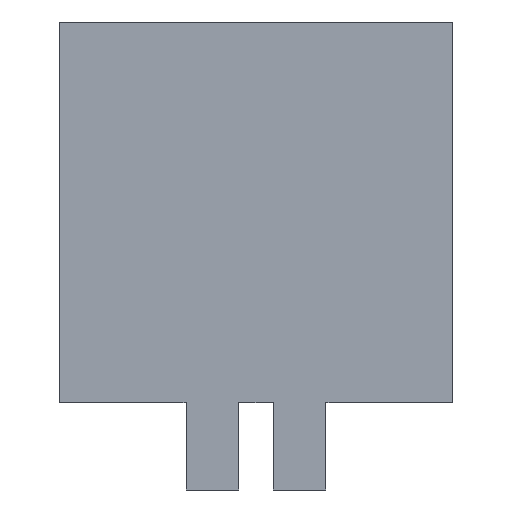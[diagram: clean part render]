
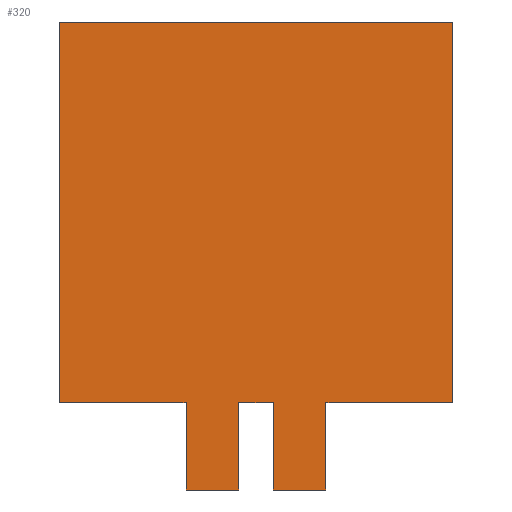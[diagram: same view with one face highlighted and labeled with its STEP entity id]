
A CAD part, front view. The second image highlights one B-rep face of the part: STEP entity #320.
In plain terms, the highlighted planar face has unit normal (0, -1, 0).
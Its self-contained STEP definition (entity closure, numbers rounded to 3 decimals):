
#3 = DIRECTION ( 'NONE',  ( -1., 0., 0. ) ) ;
#11 = EDGE_CURVE ( 'NONE', #438, #755, #780, .T. ) ;
#24 = CARTESIAN_POINT ( 'NONE',  ( -0.2, 0., -2.175 ) ) ;
#43 = FACE_OUTER_BOUND ( 'NONE', #729, .T. ) ;
#57 = PLANE ( 'NONE',  #338 ) ;
#71 = DIRECTION ( 'NONE',  ( 0., 0., 1. ) ) ;
#87 = DIRECTION ( 'NONE',  ( -1., 0., 0. ) ) ;
#99 = LINE ( 'NONE', #756, #955 ) ;
#104 = VERTEX_POINT ( 'NONE', #582 ) ;
#105 = DIRECTION ( 'NONE',  ( 0., 0., -1. ) ) ;
#106 = VERTEX_POINT ( 'NONE', #345 ) ;
#115 = ORIENTED_EDGE ( 'NONE', *, *, #11, .F. ) ;
#119 = CARTESIAN_POINT ( 'NONE',  ( 0.8, 0., -2.175 ) ) ;
#139 = ORIENTED_EDGE ( 'NONE', *, *, #916, .F. ) ;
#146 = CARTESIAN_POINT ( 'NONE',  ( -0.2, 0., -2.175 ) ) ;
#160 = CARTESIAN_POINT ( 'NONE',  ( 0.2, 0., -2.175 ) ) ;
#167 = CARTESIAN_POINT ( 'NONE',  ( -0.8, 0., -2.175 ) ) ;
#184 = VERTEX_POINT ( 'NONE', #949 ) ;
#185 = ORIENTED_EDGE ( 'NONE', *, *, #349, .F. ) ;
#196 = VECTOR ( 'NONE', #690, 1000. ) ;
#199 = LINE ( 'NONE', #508, #986 ) ;
#227 = VECTOR ( 'NONE', #606, 1000. ) ;
#233 = CARTESIAN_POINT ( 'NONE',  ( 2.25, 0., 2.175 ) ) ;
#235 = VECTOR ( 'NONE', #832, 1000. ) ;
#239 = CARTESIAN_POINT ( 'NONE',  ( -2.25, 0., -2.175 ) ) ;
#280 = CARTESIAN_POINT ( 'NONE',  ( 2.25, 0., -2.175 ) ) ;
#282 = CARTESIAN_POINT ( 'NONE',  ( 0.2, 0., -3.175 ) ) ;
#287 = CARTESIAN_POINT ( 'NONE',  ( -2.25, 0., 2.175 ) ) ;
#292 = CARTESIAN_POINT ( 'NONE',  ( 2.25, 0., 2.175 ) ) ;
#300 = CARTESIAN_POINT ( 'NONE',  ( -2.25, 0., -2.175 ) ) ;
#320 = ADVANCED_FACE ( 'NONE', ( #43 ), #57, .T. ) ;
#326 = ORIENTED_EDGE ( 'NONE', *, *, #579, .F. ) ;
#332 = ORIENTED_EDGE ( 'NONE', *, *, #869, .F. ) ;
#334 = ORIENTED_EDGE ( 'NONE', *, *, #503, .F. ) ;
#338 = AXIS2_PLACEMENT_3D ( 'NONE', #664, #428, #970 ) ;
#342 = EDGE_CURVE ( 'NONE', #638, #106, #435, .T. ) ;
#345 = CARTESIAN_POINT ( 'NONE',  ( 0.2, 0., -3.175 ) ) ;
#349 = EDGE_CURVE ( 'NONE', #870, #184, #199, .T. ) ;
#358 = VERTEX_POINT ( 'NONE', #360 ) ;
#360 = CARTESIAN_POINT ( 'NONE',  ( -0.8, 0., -2.175 ) ) ;
#371 = CARTESIAN_POINT ( 'NONE',  ( -0.2, 0., -3.175 ) ) ;
#376 = LINE ( 'NONE', #292, #227 ) ;
#390 = VERTEX_POINT ( 'NONE', #280 ) ;
#392 = DIRECTION ( 'NONE',  ( -1., 0., 0. ) ) ;
#398 = VECTOR ( 'NONE', #392, 1000. ) ;
#410 = VECTOR ( 'NONE', #105, 1000. ) ;
#417 = LINE ( 'NONE', #287, #656 ) ;
#418 = VECTOR ( 'NONE', #87, 1000. ) ;
#428 = DIRECTION ( 'NONE',  ( 0., -1., 0. ) ) ;
#435 = LINE ( 'NONE', #282, #794 ) ;
#436 = VERTEX_POINT ( 'NONE', #455 ) ;
#438 = VERTEX_POINT ( 'NONE', #146 ) ;
#455 = CARTESIAN_POINT ( 'NONE',  ( 0.2, 0., -2.175 ) ) ;
#493 = CARTESIAN_POINT ( 'NONE',  ( 0.8, 0., -3.175 ) ) ;
#502 = DIRECTION ( 'NONE',  ( 0., 0., 1. ) ) ;
#503 = EDGE_CURVE ( 'NONE', #789, #390, #376, .T. ) ;
#504 = DIRECTION ( 'NONE',  ( 0., 0., -1. ) ) ;
#508 = CARTESIAN_POINT ( 'NONE',  ( -2.25, 0., 2.175 ) ) ;
#545 = CARTESIAN_POINT ( 'NONE',  ( -2.25, 0., -2.175 ) ) ;
#565 = ORIENTED_EDGE ( 'NONE', *, *, #644, .F. ) ;
#567 = LINE ( 'NONE', #167, #580 ) ;
#579 = EDGE_CURVE ( 'NONE', #755, #104, #736, .T. ) ;
#580 = VECTOR ( 'NONE', #71, 1000. ) ;
#582 = CARTESIAN_POINT ( 'NONE',  ( -0.8, 0., -3.175 ) ) ;
#588 = CARTESIAN_POINT ( 'NONE',  ( 0.8, 0., -2.175 ) ) ;
#606 = DIRECTION ( 'NONE',  ( 0., 0., -1. ) ) ;
#620 = VERTEX_POINT ( 'NONE', #588 ) ;
#628 = CARTESIAN_POINT ( 'NONE',  ( -0.8, 0., -3.175 ) ) ;
#629 = ORIENTED_EDGE ( 'NONE', *, *, #927, .F. ) ;
#638 = VERTEX_POINT ( 'NONE', #493 ) ;
#644 = EDGE_CURVE ( 'NONE', #620, #638, #930, .T. ) ;
#656 = VECTOR ( 'NONE', #674, 1000. ) ;
#664 = CARTESIAN_POINT ( 'NONE',  ( 0., 0., 0. ) ) ;
#674 = DIRECTION ( 'NONE',  ( 1., 0., 0. ) ) ;
#681 = LINE ( 'NONE', #545, #235 ) ;
#690 = DIRECTION ( 'NONE',  ( 0., 0., 1. ) ) ;
#701 = EDGE_CURVE ( 'NONE', #184, #789, #417, .T. ) ;
#728 = ORIENTED_EDGE ( 'NONE', *, *, #858, .F. ) ;
#729 = EDGE_LOOP ( 'NONE', ( #334, #811, #185, #332, #629, #326, #115, #848, #728, #933, #565, #139 ) ) ;
#736 = LINE ( 'NONE', #628, #398 ) ;
#755 = VERTEX_POINT ( 'NONE', #371 ) ;
#756 = CARTESIAN_POINT ( 'NONE',  ( -2.25, 0., -2.175 ) ) ;
#780 = LINE ( 'NONE', #24, #410 ) ;
#789 = VERTEX_POINT ( 'NONE', #233 ) ;
#794 = VECTOR ( 'NONE', #797, 1000. ) ;
#797 = DIRECTION ( 'NONE',  ( -1., 0., 0. ) ) ;
#811 = ORIENTED_EDGE ( 'NONE', *, *, #701, .F. ) ;
#816 = LINE ( 'NONE', #160, #196 ) ;
#832 = DIRECTION ( 'NONE',  ( -1., 0., 0. ) ) ;
#848 = ORIENTED_EDGE ( 'NONE', *, *, #889, .F. ) ;
#858 = EDGE_CURVE ( 'NONE', #106, #436, #816, .T. ) ;
#869 = EDGE_CURVE ( 'NONE', #358, #870, #980, .T. ) ;
#870 = VERTEX_POINT ( 'NONE', #300 ) ;
#889 = EDGE_CURVE ( 'NONE', #436, #438, #99, .T. ) ;
#916 = EDGE_CURVE ( 'NONE', #390, #620, #681, .T. ) ;
#927 = EDGE_CURVE ( 'NONE', #104, #358, #567, .T. ) ;
#930 = LINE ( 'NONE', #119, #954 ) ;
#933 = ORIENTED_EDGE ( 'NONE', *, *, #342, .F. ) ;
#949 = CARTESIAN_POINT ( 'NONE',  ( -2.25, 0., 2.175 ) ) ;
#954 = VECTOR ( 'NONE', #504, 1000. ) ;
#955 = VECTOR ( 'NONE', #3, 1000. ) ;
#970 = DIRECTION ( 'NONE',  ( 0., 0., -1. ) ) ;
#980 = LINE ( 'NONE', #239, #418 ) ;
#986 = VECTOR ( 'NONE', #502, 1000. ) ;
